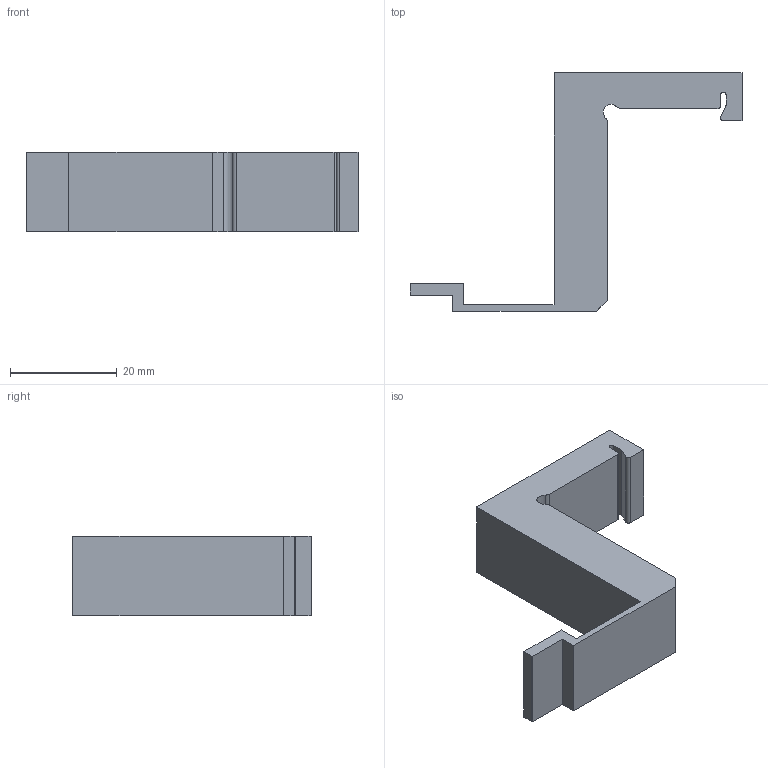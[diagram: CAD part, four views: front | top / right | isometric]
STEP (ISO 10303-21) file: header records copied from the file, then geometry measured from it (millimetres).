
FILE_DESCRIPTION(/* description */ (''),/* implementation_level */ '2;1');
FILE_NAME(/* name */ 'GF_alignment-clip_Right.step',/* time_stamp */ '2019-03-21T16:58:33-04:00',/* author */ ('emericrYFELV'),/* organization */ (''),/* preprocessor_version */ 'ST-DEVELOPER v17.2',/* originating_system */ 'Autodesk Translation Framework v7.6.0.251',/* authorisation */ '');
FILE_SCHEMA (('AUTOMOTIVE_DESIGN { 1 0 10303 214 3 1 1 }'));
Length unit declared in the file: millimetre
Products named in the file (1): Alignemenet_side_Clip_right
Bounding box: 62.25 x 44.7 x 15 mm (x, y, z)
Volume: 9978.9 mm3; surface area: 4828.9 mm2
Topology: 1 solids, 1 shells, 27 faces, 75 edges, 50 vertices
Faces by surface type: plane 20, cylinder 7
Entity records: 896 total; most frequent: CARTESIAN_POINT 153, ORIENTED_EDGE 150, DIRECTION 145, EDGE_CURVE 75, LINE 61, VECTOR 61, VERTEX_POINT 50, AXIS2_PLACEMENT_3D 42
